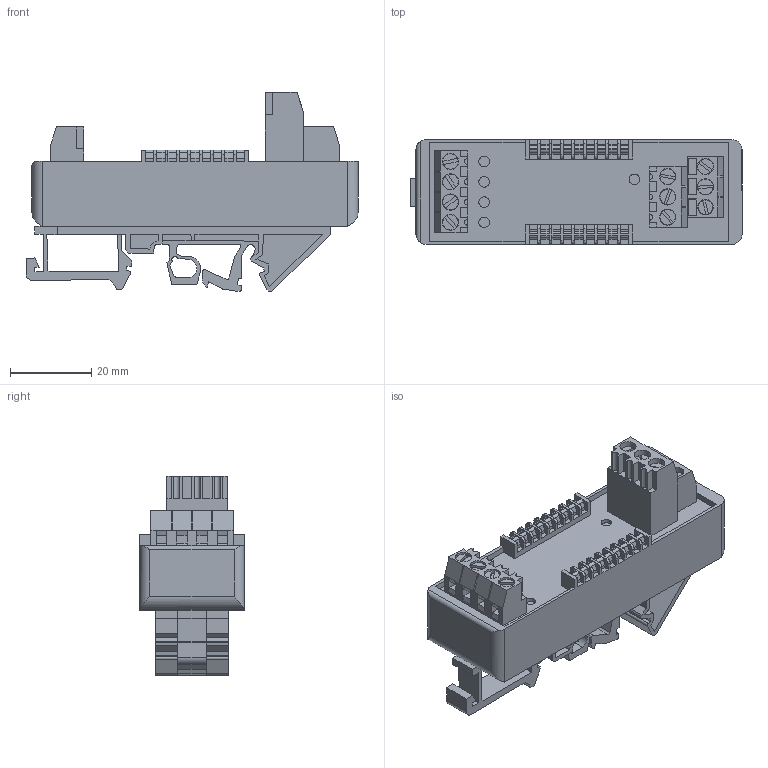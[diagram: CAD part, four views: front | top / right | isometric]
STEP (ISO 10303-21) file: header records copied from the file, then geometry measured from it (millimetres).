
FILE_DESCRIPTION((''),'2;1');
FILE_NAME('VL250100.stp','2010-10-01T00:44:33',('Administrator'),(''),'Autodesk Inventor 11','Autodesk Inventor 11','');
FILE_SCHEMA(('AUTOMOTIVE_DESIGN { 1 0 10303 214 1 1 1 1 }'));
Length unit declared in the file: millimetre
Products named in the file (1): VL250100
Bounding box: 81.77 x 25.8 x 49.04 mm (x, y, z)
Volume: 40624.6 mm3; surface area: 15904.1 mm2
Topology: 1 solids, 1 shells, 695 faces, 1914 edges, 1261 vertices
Faces by surface type: plane 569, cylinder 126
Full cylindrical faces by diameter (mm): 2.6 x5, 3.571 x1, 3.8 x10, 4 x9
Entity records: 21812 total; most frequent: CARTESIAN_POINT 3924, ORIENTED_EDGE 3778, DIRECTION 3547, EDGE_CURVE 1889, VECTOR 1611, LINE 1611, VERTEX_POINT 1261, AXIS2_PLACEMENT_3D 968
